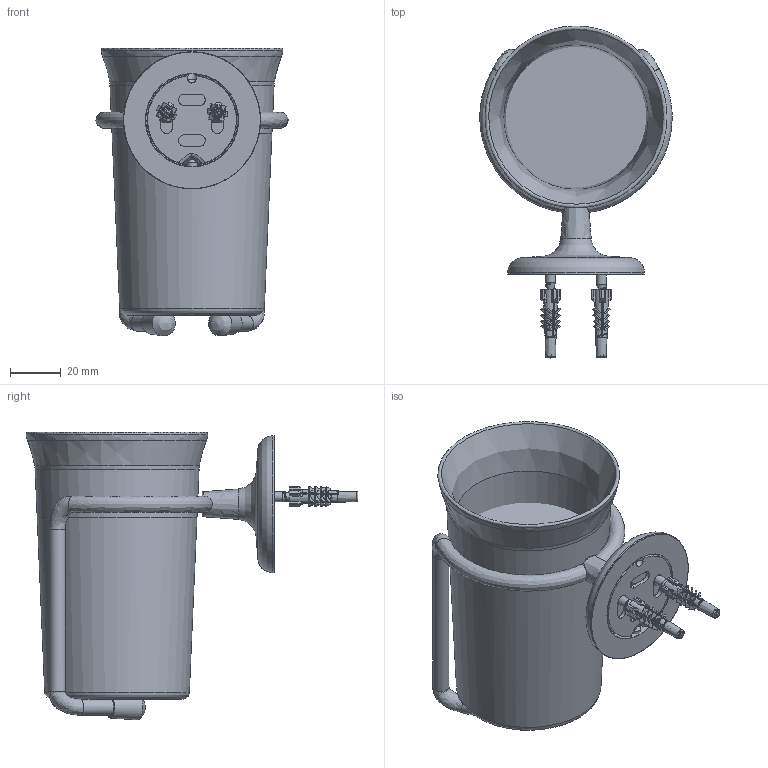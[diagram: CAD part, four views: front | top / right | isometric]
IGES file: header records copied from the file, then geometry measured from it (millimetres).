
Global section: file name: N1035-CP; native system: Autodesk Inventor 2018; preprocessor: unknown; author: sbajwa; date: 20190705.122245; units: millimetre
Bounding box: 75.78 x 130.77 x 113.42 mm (x, y, z)
Volume: 109927.1 mm3; surface area: 66142.6 mm2
Topology: 11 solids, 11 shells, 587 faces, 1737 edges, 1162 vertices
Faces by surface type: bspline 587
